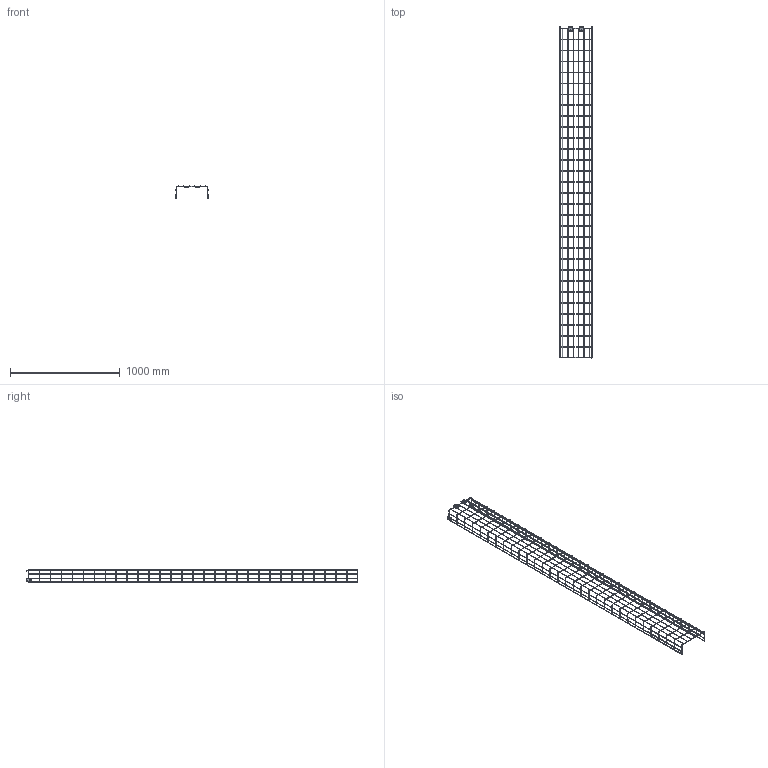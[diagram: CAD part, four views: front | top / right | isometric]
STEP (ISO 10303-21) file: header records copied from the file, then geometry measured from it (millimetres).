
FILE_DESCRIPTION((''),'2;1');
FILE_NAME('912430_ASM','2018-11-07T13:19:56',('tomasz.grudniewski'),(''),'CREO PARAMETRIC BY PTC INC, 2018260','CREO PARAMETRIC BY PTC INC, 2018260','');
FILE_SCHEMA(('CONFIG_CONTROL_DESIGN'));
Products named in the file (5): 912430; ZZLS1_1; ZZLS1_2_20140910; UZS1_1_5_20140716; 912430_ASM
Assembly tree (5 placements, depth 2):
  912430_ASM
    912430
    ZZLS1_1
    ZZLS1_2_20140910
    UZS1_1_5_20140716  x2
Bounding box: 300 x 3024.25 x 110.75 mm (x, y, z)
Volume: 829636.1 mm3; surface area: 745257.7 mm2
Topology: 47 solids, 47 shells, 1548 faces, 3644 edges, 2248 vertices
Faces by surface type: plane 652, cylinder 334, extrusion 226, bspline 164, torus 124, cone 48
Entity records: 53124 total; most frequent: CARTESIAN_POINT 25727, ORIENTED_EDGE 5832, DIRECTION 4985, EDGE_CURVE 2916, VECTOR 1835, VERTEX_POINT 1768, LINE 1678, AXIS2_PLACEMENT_3D 1575
